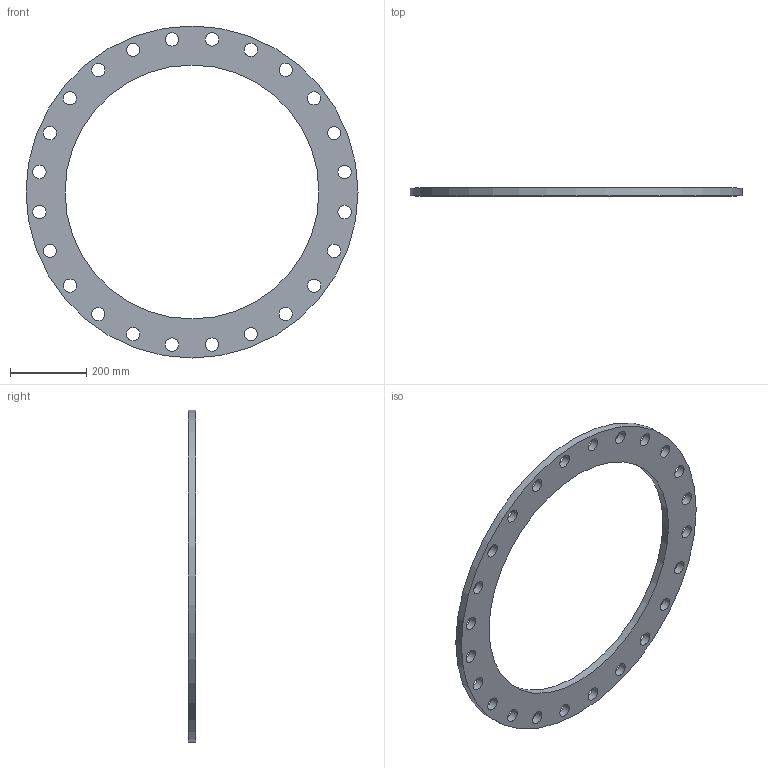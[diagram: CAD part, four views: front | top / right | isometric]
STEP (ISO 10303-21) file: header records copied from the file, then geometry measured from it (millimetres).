
FILE_DESCRIPTION(/* description */ (''),/* implementation_level */ '2;1');
FILE_NAME(/* name */ 'AWWA-C207-B26-S.stp',/* time_stamp */ '2023-11-03T14:17:42-04:00',/* author */ ('Admin'),/* organization */ (''),/* preprocessor_version */ 'ST-DEVELOPER v19',/* originating_system */ 'Autodesk Inventor 2023',/* authorisation */ '');
FILE_SCHEMA (('AUTOMOTIVE_DESIGN { 1 0 10303 214 3 1 1 }'));
Length unit declared in the file: inch
Products named in the file (1): AWWA-C207-B26-S
Bounding box: 869.95 x 20.62 x 869.95 mm (x, y, z)
Volume: 4616838.2 mm3; surface area: 601480 mm2
Topology: 1 solids, 1 shells, 28 faces, 78 edges, 52 vertices
Faces by surface type: cylinder 26, plane 2
Full cylindrical faces by diameter (mm): 34.925 x24, 665.226 x1, 869.95 x1
Entity records: 1079 total; most frequent: DIRECTION 188, CARTESIAN_POINT 159, ORIENTED_EDGE 156, AXIS2_PLACEMENT_3D 81, EDGE_LOOP 78, EDGE_CURVE 78, CIRCLE 52, VERTEX_POINT 52
